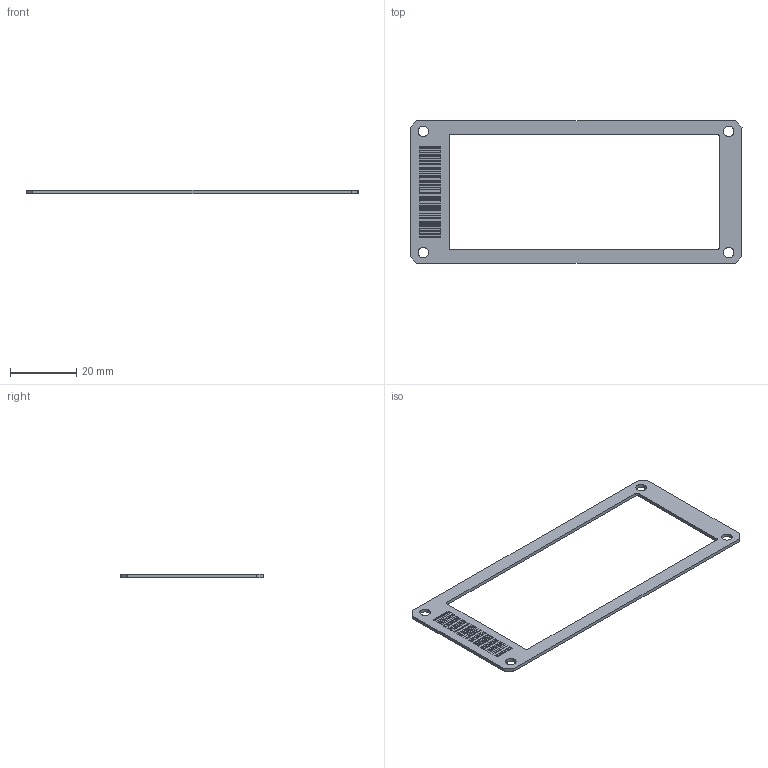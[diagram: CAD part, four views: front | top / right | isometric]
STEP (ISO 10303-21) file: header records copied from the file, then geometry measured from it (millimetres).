
FILE_DESCRIPTION(('FreeCAD Model'),'2;1');
FILE_NAME('front.step', '2021-03-02T23:00:41',('Author'),(''), 'Open CASCADE STEP processor 7.3','FreeCAD','Unknown');
FILE_SCHEMA(('AUTOMOTIVE_DESIGN { 1 0 10303 214 1 1 1 1 }'));
Length unit declared in the file: millimetre
Products named in the file (8): front; Board_Geoms; Local_CS; Pcb; Open CASCADE STEP translator 7.3 2.1.2.1; PCB_Sketch; topSilks; Step_Models
Assembly tree (7 placements, depth 4):
  front
    Board_Geoms
      Local_CS
      Pcb
        Open CASCADE STEP translator 7.3 2.1.2.1
      PCB_Sketch
      topSilks
    Step_Models
Bounding box: 100 x 43 x 1.07 mm (x, y, z)
Volume: 1449 mm3; surface area: 3543.2 mm2
Topology: 1 solids, 37 shells, 58 faces, 2750 edges, 2746 vertices
Faces by surface type: plane 50, cylinder 8
Full cylindrical faces by diameter (mm): 3.162 x4
Entity records: 23123 total; most frequent: CARTESIAN_POINT 5566, DIRECTION 2906, ORIENTED_EDGE 2790, EDGE_CURVE 2730, LINE 2726, VECTOR 2726, VERTEX_POINT 2710, AXIS2_PLACEMENT_3D 90
